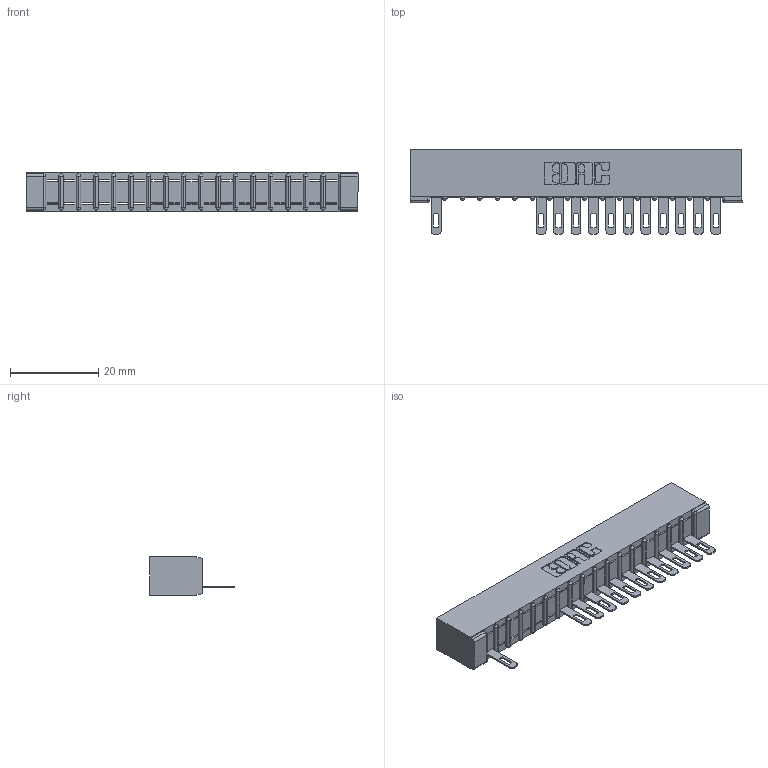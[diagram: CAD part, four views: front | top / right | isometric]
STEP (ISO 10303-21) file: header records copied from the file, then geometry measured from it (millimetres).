
FILE_DESCRIPTION (( 'STEP AP203' ), '1' );
FILE_NAME ('357-017-505-101.STEP', '2018-08-08T03:15:48', ( '' ), ( '' ), 'SwSTEP 2.0', 'SolidWorks 2016', '' );
FILE_SCHEMA (( 'CONFIG_CONTROL_DESIGN' ));
Length unit declared in the file: inch
Products named in the file (3): 307 Part_No Mounting Lugs; 307-290-001_505; 357-017-505-101
Assembly tree (13 placements, depth 2):
  357-017-505-101
    307 Part_No Mounting Lugs
    307-290-001_505  x12
Bounding box: 75.23 x 19.18 x 8.71 mm (x, y, z)
Volume: 4904.9 mm3; surface area: 7385.4 mm2
Topology: 13 solids, 13 shells, 900 faces, 2563 edges, 1642 vertices
Faces by surface type: plane 558, cylinder 306, sphere 36
Entity records: 17192 total; most frequent: CARTESIAN_POINT 2907, ORIENTED_EDGE 2898, DIRECTION 2837, EDGE_CURVE 1449, VECTOR 1101, LINE 1101, VERTEX_POINT 938, AXIS2_PLACEMENT_3D 868
